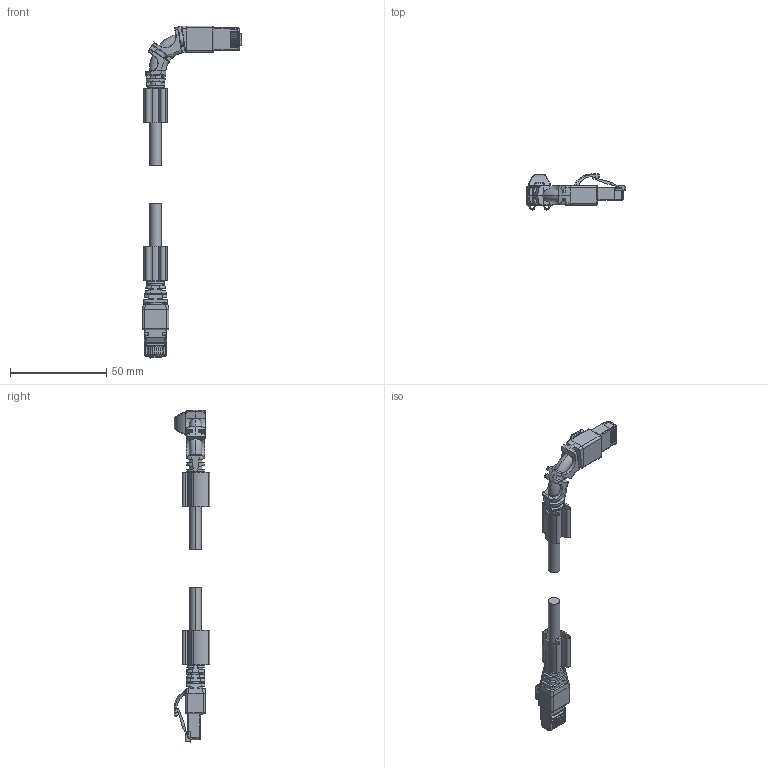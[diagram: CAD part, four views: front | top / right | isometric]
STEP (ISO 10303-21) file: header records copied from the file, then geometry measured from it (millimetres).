
FILE_DESCRIPTION(('CATIA V5 STEP Exchange','CAx-IF Rec.Pracs.--- Model Styling and Organization---1.4--- 2014-01-23'),'2;1');
FILE_NAME ('1166980-1_1_2703320010_2703320010.stp','2019-11-25T12:20:18+00:00',('none'),('Weidmueller'),'CATIA Version 5-6 Release 2016 SP3 HF44','CATIA V5 STEP AP214','none');
FILE_SCHEMA(('AUTOMOTIVE_DESIGN { 1 0 10303 214 1 1 1 1 }'));
Products named in the file (1): 2703320010
Bounding box: 51.49 x 18.46 x 172.13 mm (x, y, z)
Volume: 12244.3 mm3; surface area: 15487.4 mm2
Topology: 8 solids, 8 shells, 1555 faces, 4577 edges, 2984 vertices
Faces by surface type: plane 948, cylinder 428, bspline 152, torus 15, cone 8, sphere 4
Entity records: 61623 total; most frequent: CARTESIAN_POINT 22901, ORIENTED_EDGE 9130, DIRECTION 6267, EDGE_CURVE 4565, VECTOR 3010, LINE 3010, VERTEX_POINT 2984, AXIS2_PLACEMENT_3D 1884
